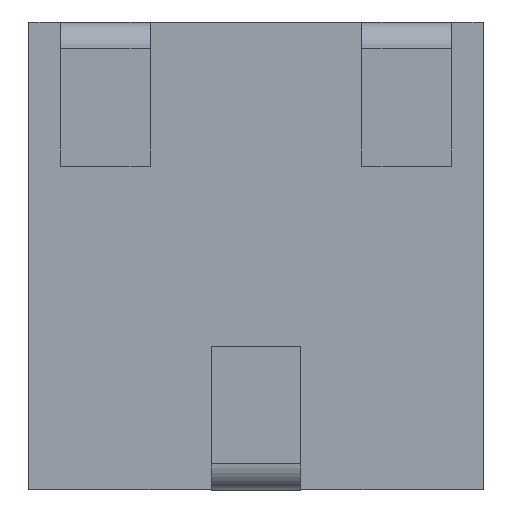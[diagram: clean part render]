
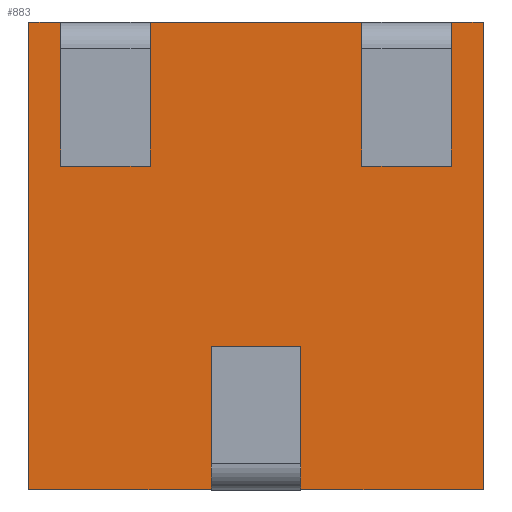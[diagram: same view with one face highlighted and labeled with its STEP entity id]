
A CAD part, front view. The second image highlights one B-rep face of the part: STEP entity #883.
In plain terms, the highlighted planar face has unit normal (0, -1, 0).
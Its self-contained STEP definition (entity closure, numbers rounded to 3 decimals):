
#22=DIRECTION('',(0.,0.,-1.));
#23=VECTOR('',#22,3.71);
#24=CARTESIAN_POINT('',(-1.803,0.15,0.));
#25=LINE('',#24,#23);
#126=DIRECTION('',(0.,0.,-1.));
#127=VECTOR('',#126,3.71);
#128=CARTESIAN_POINT('',(1.803,0.15,0.));
#129=LINE('',#128,#127);
#198=DIRECTION('',(1.,0.,0.));
#199=VECTOR('',#198,1.448);
#200=CARTESIAN_POINT('',(0.356,0.15,-3.71));
#201=LINE('',#200,#199);
#206=DIRECTION('',(1.,0.,0.));
#207=VECTOR('',#206,1.448);
#208=CARTESIAN_POINT('',(-1.803,0.15,-3.71));
#209=LINE('',#208,#207);
#218=DIRECTION('',(0.,0.,-1.));
#219=VECTOR('',#218,0.232);
#220=CARTESIAN_POINT('',(0.356,0.15,-3.478));
#221=LINE('',#220,#219);
#252=DIRECTION('',(0.,0.,1.));
#253=VECTOR('',#252,0.232);
#254=CARTESIAN_POINT('',(-0.356,0.15,-3.71));
#255=LINE('',#254,#253);
#256=DIRECTION('',(-1.,0.,0.));
#257=VECTOR('',#256,0.71);
#258=CARTESIAN_POINT('',(-0.84,0.15,-0.232));
#259=LINE('',#258,#257);
#260=DIRECTION('',(1.,0.,0.));
#261=VECTOR('',#260,1.68);
#262=CARTESIAN_POINT('',(-0.84,0.15,0.));
#263=LINE('',#262,#261);
#264=DIRECTION('',(-1.,0.,0.));
#265=VECTOR('',#264,0.71);
#266=CARTESIAN_POINT('',(1.55,0.15,-0.232));
#267=LINE('',#266,#265);
#268=DIRECTION('',(1.,0.,0.));
#269=VECTOR('',#268,0.253);
#270=CARTESIAN_POINT('',(1.55,0.15,0.));
#271=LINE('',#270,#269);
#272=DIRECTION('',(1.,0.,0.));
#273=VECTOR('',#272,0.711);
#274=CARTESIAN_POINT('',(-0.356,0.15,-3.478));
#275=LINE('',#274,#273);
#276=DIRECTION('',(1.,0.,0.));
#277=VECTOR('',#276,0.253);
#278=CARTESIAN_POINT('',(-1.803,0.15,0.));
#279=LINE('',#278,#277);
#322=DIRECTION('',(0.,0.,1.));
#323=VECTOR('',#322,0.232);
#324=CARTESIAN_POINT('',(-1.55,0.15,-0.232));
#325=LINE('',#324,#323);
#358=DIRECTION('',(0.,0.,-1.));
#359=VECTOR('',#358,0.232);
#360=CARTESIAN_POINT('',(1.55,0.15,0.));
#361=LINE('',#360,#359);
#372=DIRECTION('',(0.,0.,1.));
#373=VECTOR('',#372,0.232);
#374=CARTESIAN_POINT('',(0.84,0.15,-0.232));
#375=LINE('',#374,#373);
#384=DIRECTION('',(0.,0.,-1.));
#385=VECTOR('',#384,0.232);
#386=CARTESIAN_POINT('',(-0.84,0.15,0.));
#387=LINE('',#386,#385);
#400=CARTESIAN_POINT('',(-1.803,0.15,-3.71));
#402=VERTEX_POINT('',#400);
#410=CARTESIAN_POINT('',(-1.803,0.15,0.));
#411=VERTEX_POINT('',#410);
#412=CARTESIAN_POINT('',(1.803,0.15,-3.71));
#414=VERTEX_POINT('',#412);
#422=CARTESIAN_POINT('',(1.803,0.15,0.));
#423=VERTEX_POINT('',#422);
#437=CARTESIAN_POINT('',(-0.84,0.15,0.));
#439=VERTEX_POINT('',#437);
#441=CARTESIAN_POINT('',(-1.55,0.15,0.));
#443=VERTEX_POINT('',#441);
#444=CARTESIAN_POINT('',(0.84,0.15,0.));
#445=VERTEX_POINT('',#444);
#446=CARTESIAN_POINT('',(1.55,0.15,0.));
#447=VERTEX_POINT('',#446);
#464=CARTESIAN_POINT('',(0.356,0.15,-3.71));
#466=VERTEX_POINT('',#464);
#468=CARTESIAN_POINT('',(-0.356,0.15,-3.71));
#470=VERTEX_POINT('',#468);
#492=CARTESIAN_POINT('',(-0.84,0.15,-0.232));
#493=CARTESIAN_POINT('',(-1.55,0.15,-0.232));
#494=VERTEX_POINT('',#492);
#495=VERTEX_POINT('',#493);
#500=CARTESIAN_POINT('',(1.55,0.15,-0.232));
#501=CARTESIAN_POINT('',(0.84,0.15,-0.232));
#502=VERTEX_POINT('',#500);
#503=VERTEX_POINT('',#501);
#508=CARTESIAN_POINT('',(-0.356,0.15,-3.478));
#509=CARTESIAN_POINT('',(0.356,0.15,-3.478));
#510=VERTEX_POINT('',#508);
#511=VERTEX_POINT('',#509);
#851=CARTESIAN_POINT('',(-1.803,0.15,0.));
#852=DIRECTION('',(0.,-1.,0.));
#853=DIRECTION('',(0.,0.,-1.));
#854=AXIS2_PLACEMENT_3D('',#851,#852,#853);
#855=PLANE('',#854);
#857=ORIENTED_EDGE('',*,*,#856,.F.);
#859=ORIENTED_EDGE('',*,*,#858,.F.);
#861=ORIENTED_EDGE('',*,*,#860,.T.);
#863=ORIENTED_EDGE('',*,*,#862,.F.);
#865=ORIENTED_EDGE('',*,*,#864,.F.);
#867=ORIENTED_EDGE('',*,*,#866,.F.);
#869=ORIENTED_EDGE('',*,*,#868,.T.);
#870=ORIENTED_EDGE('',*,*,#655,.T.);
#871=ORIENTED_EDGE('',*,*,#773,.F.);
#872=ORIENTED_EDGE('',*,*,#799,.F.);
#873=ORIENTED_EDGE('',*,*,#830,.F.);
#874=ORIENTED_EDGE('',*,*,#841,.F.);
#875=ORIENTED_EDGE('',*,*,#781,.F.);
#876=ORIENTED_EDGE('',*,*,#547,.F.);
#878=ORIENTED_EDGE('',*,*,#877,.T.);
#880=ORIENTED_EDGE('',*,*,#879,.F.);
#881=EDGE_LOOP('',(#857,#859,#861,#863,#865,#867,#869,#870,#871,#872,#873,#874,
#875,#876,#878,#880));
#882=FACE_OUTER_BOUND('',#881,.F.);
#883=ADVANCED_FACE('',(#882),#855,.T.);
#547=EDGE_CURVE('',#411,#402,#25,.T.);
#655=EDGE_CURVE('',#423,#414,#129,.T.);
#773=EDGE_CURVE('',#466,#414,#201,.T.);
#781=EDGE_CURVE('',#402,#470,#209,.T.);
#799=EDGE_CURVE('',#511,#466,#221,.T.);
#830=EDGE_CURVE('',#510,#511,#275,.T.);
#841=EDGE_CURVE('',#470,#510,#255,.T.);
#856=EDGE_CURVE('',#494,#495,#259,.T.);
#858=EDGE_CURVE('',#439,#494,#387,.T.);
#860=EDGE_CURVE('',#439,#445,#263,.T.);
#862=EDGE_CURVE('',#503,#445,#375,.T.);
#864=EDGE_CURVE('',#502,#503,#267,.T.);
#866=EDGE_CURVE('',#447,#502,#361,.T.);
#868=EDGE_CURVE('',#447,#423,#271,.T.);
#877=EDGE_CURVE('',#411,#443,#279,.T.);
#879=EDGE_CURVE('',#495,#443,#325,.T.);
